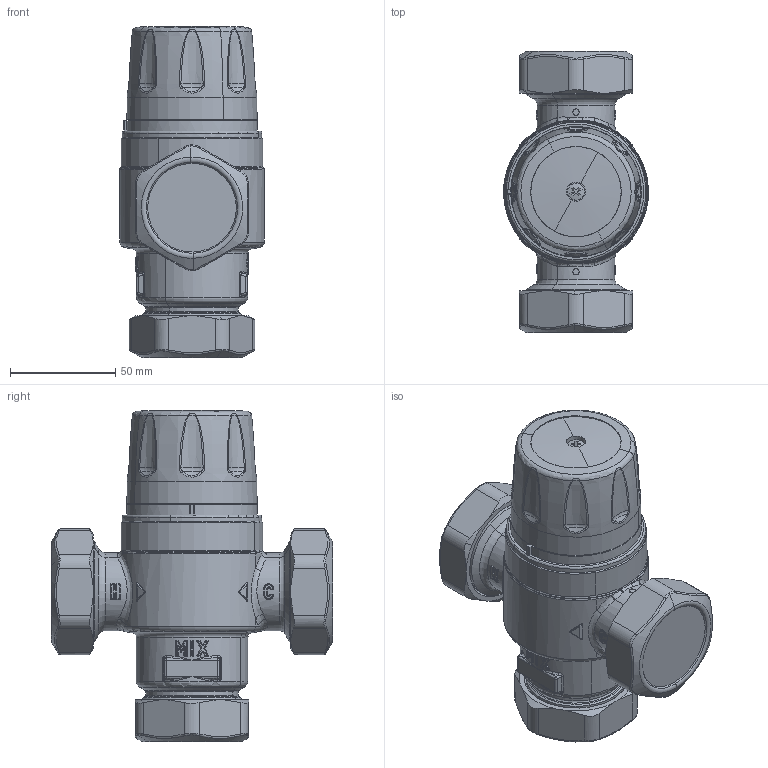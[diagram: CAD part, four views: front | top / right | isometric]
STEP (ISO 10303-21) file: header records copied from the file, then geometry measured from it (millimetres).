
FILE_DESCRIPTION(('CATIA V5 STEP Exchange'),'2;1');
FILE_NAME('523179A (STP).stp','2016-02-16T14:40:35+00:00',('none'),('none'),'Version 5-6 Release 2012','CATIA V5 STEP AP203','none');
FILE_SCHEMA(('CONFIG_CONTROL_DESIGN'));
Products named in the file (1): 523179A - TST
Bounding box: 68.96 x 134 x 157.96 mm (x, y, z)
Volume: 586143.4 mm3; surface area: 55163.4 mm2
Topology: 1 solids, 1 shells, 1055 faces, 2474 edges, 1355 vertices
Faces by surface type: bspline 592, cylinder 167, plane 97, cone 86, sphere 71, torus 40, revolution 2
Entity records: 62846 total; most frequent: CARTESIAN_POINT 45178, ORIENTED_EDGE 4774, EDGE_CURVE 2387, B_SPLINE_CURVE_WITH_KNOTS 1650, DIRECTION 1457, VERTEX_POINT 1355, EDGE_LOOP 1076, ADVANCED_FACE 1055
